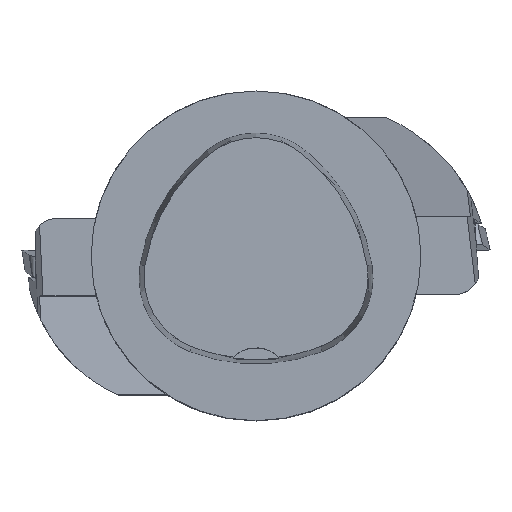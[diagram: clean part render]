
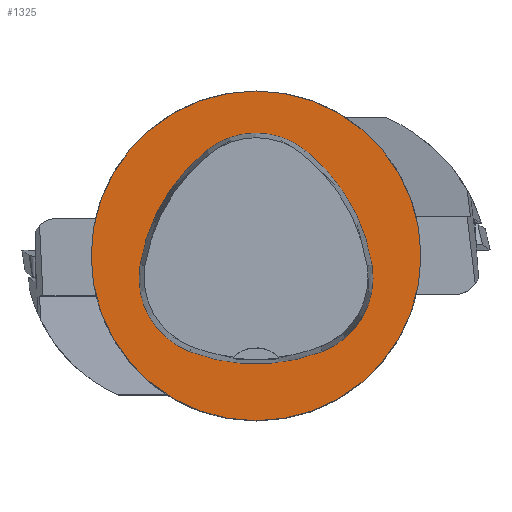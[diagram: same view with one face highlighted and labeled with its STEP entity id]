
A CAD part, top view. The second image highlights one B-rep face of the part: STEP entity #1325.
In plain terms, the highlighted planar face has unit normal (0, 0, 1).
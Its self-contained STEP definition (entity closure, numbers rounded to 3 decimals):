
#818=FACE_BOUND('',#1964,.T.);
#819=FACE_BOUND('',#1965,.T.);
#931=CIRCLE('',#5500,25.);
#932=CIRCLE('',#5506,28.);
#934=CIRCLE('',#5509,12.);
#936=CIRCLE('',#5512,28.);
#938=CIRCLE('',#5515,12.);
#942=CIRCLE('',#5520,28.);
#944=CIRCLE('',#5523,12.);
#1325=ADVANCED_FACE('',(#818,#819),#1509,.T.);
#1509=PLANE('',#5528);
#1964=EDGE_LOOP('',(#2935,#2936,#2937,#2938,#2939,#2940));
#1965=EDGE_LOOP('',(#2941));
#2935=ORIENTED_EDGE('',*,*,#4161,.T.);
#2936=ORIENTED_EDGE('',*,*,#4141,.T.);
#2937=ORIENTED_EDGE('',*,*,#4145,.T.);
#2938=ORIENTED_EDGE('',*,*,#4148,.T.);
#2939=ORIENTED_EDGE('',*,*,#4151,.T.);
#2940=ORIENTED_EDGE('',*,*,#4159,.T.);
#2941=ORIENTED_EDGE('',*,*,#4132,.F.);
#3582=VERTEX_POINT('',#8086);
#3591=VERTEX_POINT('',#8105);
#3592=VERTEX_POINT('',#8106);
#3595=VERTEX_POINT('',#8114);
#3597=VERTEX_POINT('',#8120);
#3599=VERTEX_POINT('',#8126);
#3606=VERTEX_POINT('',#8147);
#4132=EDGE_CURVE('',#3582,#3582,#931,.T.);
#4141=EDGE_CURVE('',#3591,#3592,#932,.T.);
#4145=EDGE_CURVE('',#3592,#3595,#934,.T.);
#4148=EDGE_CURVE('',#3595,#3597,#936,.T.);
#4151=EDGE_CURVE('',#3597,#3599,#938,.T.);
#4159=EDGE_CURVE('',#3599,#3606,#942,.T.);
#4161=EDGE_CURVE('',#3606,#3591,#944,.T.);
#5500=AXIS2_PLACEMENT_3D('',#8085,#6407,#6408);
#5506=AXIS2_PLACEMENT_3D('',#8104,#6423,#6424);
#5509=AXIS2_PLACEMENT_3D('',#8113,#6431,#6432);
#5512=AXIS2_PLACEMENT_3D('',#8119,#6438,#6439);
#5515=AXIS2_PLACEMENT_3D('',#8125,#6445,#6446);
#5520=AXIS2_PLACEMENT_3D('',#8148,#6457,#6458);
#5523=AXIS2_PLACEMENT_3D('',#8151,#6463,#6464);
#5528=AXIS2_PLACEMENT_3D('',#8156,#6473,#6474);
#6407=DIRECTION('',(0.,0.,-1.));
#6408=DIRECTION('',(-1.,0.,0.));
#6423=DIRECTION('',(0.,0.,-1.));
#6424=DIRECTION('',(-1.,0.,0.));
#6431=DIRECTION('',(0.,0.,-1.));
#6432=DIRECTION('',(-1.,0.,0.));
#6438=DIRECTION('',(0.,0.,-1.));
#6439=DIRECTION('',(-1.,0.,0.));
#6445=DIRECTION('',(0.,0.,-1.));
#6446=DIRECTION('',(-1.,0.,0.));
#6457=DIRECTION('',(0.,0.,-1.));
#6458=DIRECTION('',(-1.,0.,0.));
#6463=DIRECTION('',(0.,0.,-1.));
#6464=DIRECTION('',(-1.,0.,0.));
#6473=DIRECTION('',(0.,0.,1.));
#6474=DIRECTION('',(1.,0.,0.));
#8085=CARTESIAN_POINT('',(0.,0.,0.));
#8086=CARTESIAN_POINT('',(-25.,0.,0.));
#8104=CARTESIAN_POINT('',(10.068,-5.824,0.));
#8105=CARTESIAN_POINT('',(-17.584,-1.424,0.));
#8106=CARTESIAN_POINT('',(-7.531,15.953,0.));
#8113=CARTESIAN_POINT('',(0.011,6.62,0.));
#8114=CARTESIAN_POINT('',(7.567,15.942,0.));
#8119=CARTESIAN_POINT('',(-10.063,-5.81,0.));
#8120=CARTESIAN_POINT('',(17.59,-1.418,0.));
#8125=CARTESIAN_POINT('',(5.739,-3.3,0.));
#8126=CARTESIAN_POINT('',(10.05,-14.499,0.));
#8147=CARTESIAN_POINT('',(-10.025,-14.516,0.));
#8148=CARTESIAN_POINT('',(-0.01,11.631,0.));
#8151=CARTESIAN_POINT('',(-5.733,-3.31,0.));
#8156=CARTESIAN_POINT('',(0.,0.,0.));
